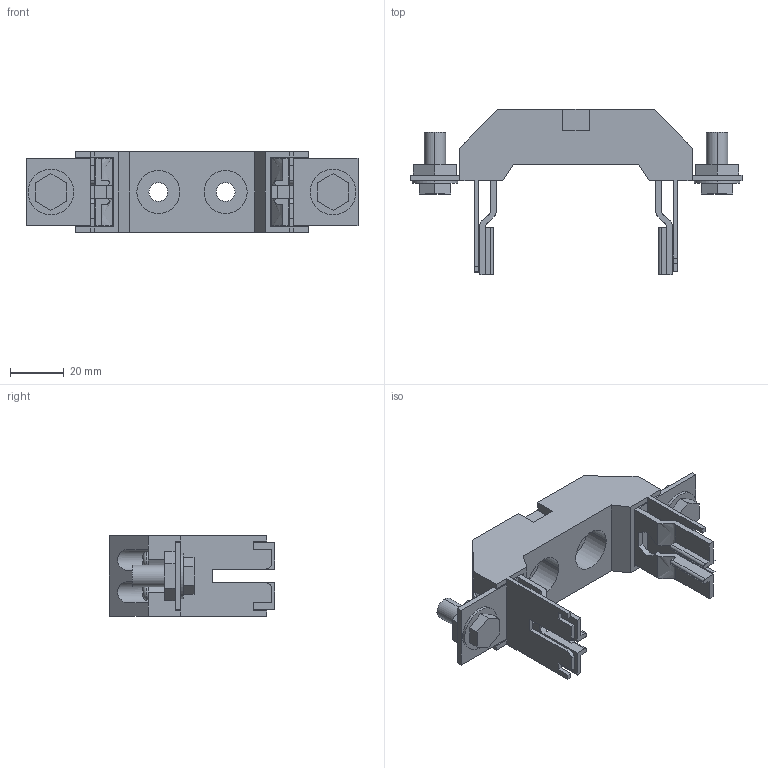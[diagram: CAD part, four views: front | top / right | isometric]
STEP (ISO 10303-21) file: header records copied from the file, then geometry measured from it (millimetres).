
FILE_DESCRIPTION (( 'STEP AP214' ), '1' );
FILE_NAME ('DPP10D-DP-160 Äåðæàòåëü ïëàâêîãî ïðåäîõðàíèòåëÿ ÄÏ-33, ãàáàðèò 00, 160À.STEP', '2018-04-26T13:06:58', ( '' ), ( '' ), 'SwSTEP 2.0', 'SolidWorks 2014', '' );
FILE_SCHEMA (( 'AUTOMOTIVE_DESIGN' ));
Length unit declared in the file: millimetre
Products named in the file (1): DPP10D-DP-160 Äåðæàòåëü ïëàâêîãî ïðåäîõðàíèòåëÿ ÄÏ-33, ãàáàðèò 00, 160À
Bounding box: 123.5 x 61.5 x 30 mm (x, y, z)
Volume: 58400.8 mm3; surface area: 23579.4 mm2
Topology: 1 solids, 1 shells, 296 faces, 828 edges, 540 vertices
Faces by surface type: plane 234, cylinder 36, bspline 18, torus 8
Entity records: 9664 total; most frequent: CARTESIAN_POINT 2173, ORIENTED_EDGE 1656, DIRECTION 1378, EDGE_CURVE 828, LINE 636, VECTOR 636, VERTEX_POINT 540, AXIS2_PLACEMENT_3D 371
